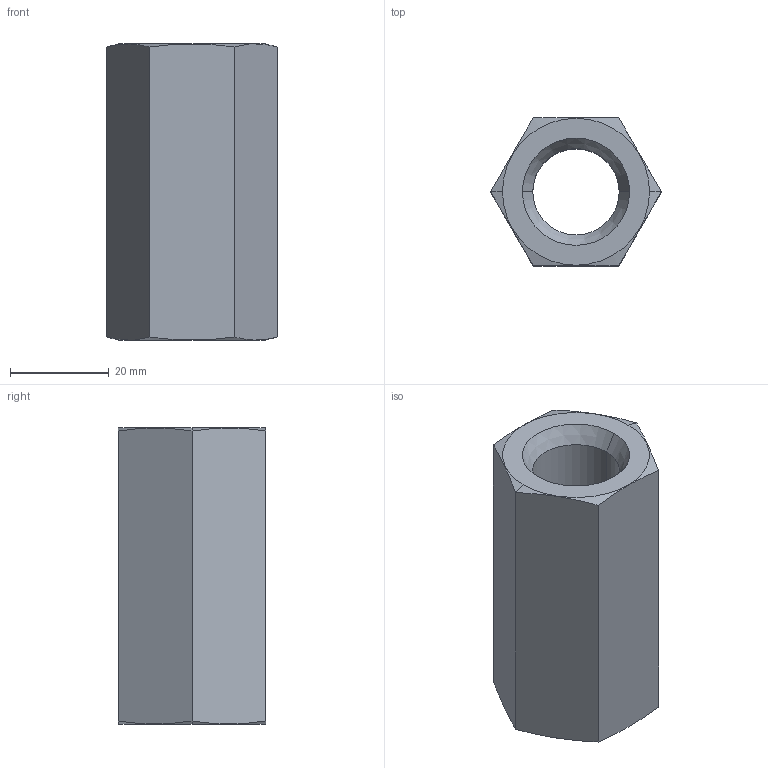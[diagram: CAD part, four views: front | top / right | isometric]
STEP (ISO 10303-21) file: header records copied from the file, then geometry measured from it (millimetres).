
FILE_DESCRIPTION(('STEP AP214'),'1');
FILE_NAME(' ',' ',('TraceParts'),('TraceParts S.A.'),'XStep 1.0',' ',' ');
FILE_SCHEMA(('automotive_design'));
Length unit declared in the file: millimetre
Products named in the file (1): 1
Bounding box: 34.6 x 29.96 x 60 mm (x, y, z)
Volume: 31738 mm3; surface area: 10415.2 mm2
Topology: 1 solids, 1 shells, 18 faces, 40 edges, 24 vertices
Faces by surface type: cone 8, plane 8, cylinder 2
Entity records: 972 total; most frequent: CARTESIAN_POINT 107, STYLED_ITEM 83, PRESENTATION_STYLE_ASSIGNMENT 83, COLOUR_RGB 83, ORIENTED_EDGE 80, DIRECTION 78, EDGE_CURVE 40, CURVE_STYLE 40
